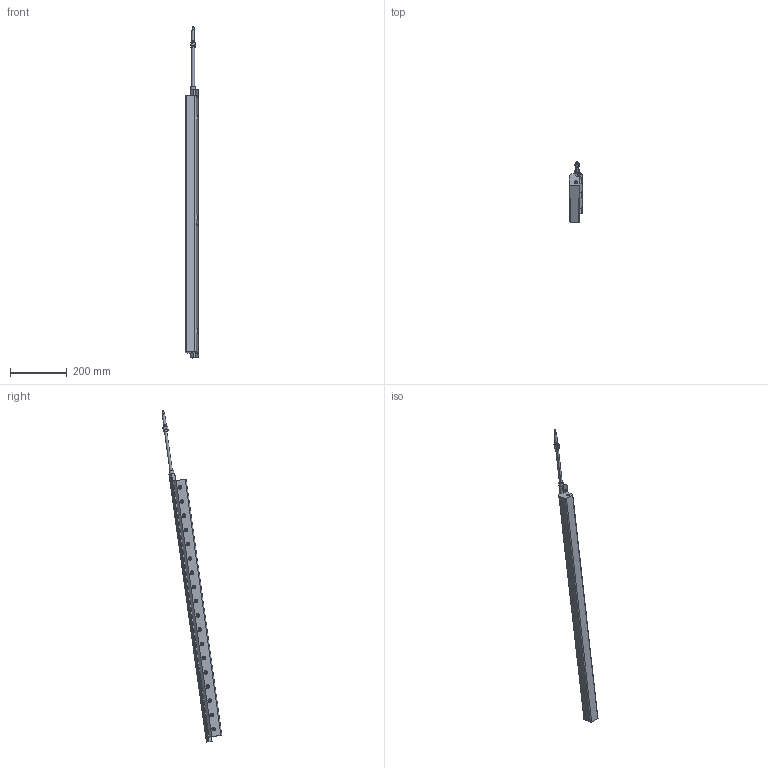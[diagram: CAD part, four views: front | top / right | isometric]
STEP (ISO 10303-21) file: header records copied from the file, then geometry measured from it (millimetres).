
FILE_DESCRIPTION(/* description */ (''),/* implementation_level */ '2;1');
FILE_NAME(/* name */ '112036-DIM.stp',/* time_stamp */ '2022-11-29T14:12:15-05:00',/* author */ ('Nathan Yorke'),/* organization */ (''),/* preprocessor_version */ 'ST-DEVELOPER v19',/* originating_system */ 'Autodesk Inventor 2023',/* authorisation */ '');
FILE_SCHEMA (('AUTOMOTIVE_DESIGN { 1 0 10303 214 3 1 1 }'));
Length unit declared in the file: inch
Products named in the file (1): 112036-DIM
Bounding box: 46.9 x 210.83 x 1173.87 mm (x, y, z)
Volume: 1440233.1 mm3; surface area: 276689.2 mm2
Topology: 2 solids, 2 shells, 687 faces, 1581 edges, 1040 vertices
Faces by surface type: plane 382, cylinder 187, cone 90, bspline 18, torus 10
Full cylindrical faces by diameter (mm): 0.635 x72, 1.984 x2, 2.54 x1, 2.845 x2, 3.454 x1, 3.485 x1, 4.089 x3, 4.978 x1, 5.055 x1, 5.159 x15, 6.35 x1, 6.604 x1, 6.731 x1, 6.747 x3, 8.128 x2, 9.144 x1, 9.169 x3, 9.423 x1, 9.525 x2, 10.058 x1, 10.414 x2, 11.1 x21, 11.112 x1, 11.176 x4, 12.7 x18, 13.462 x1, 13.716 x1, 15.875 x2
Entity records: 20698 total; most frequent: CARTESIAN_POINT 4444, DIRECTION 3252, ORIENTED_EDGE 3110, EDGE_CURVE 1555, AXIS2_PLACEMENT_3D 1239, VERTEX_POINT 1040, EDGE_LOOP 877, LINE 774
